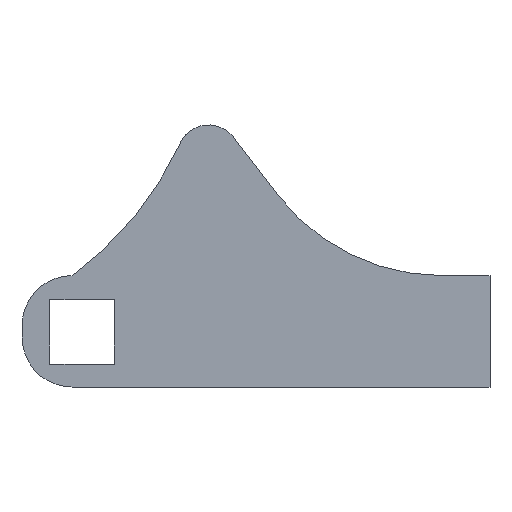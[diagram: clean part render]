
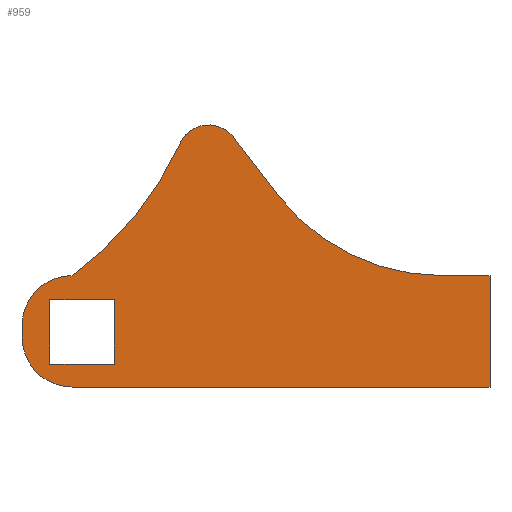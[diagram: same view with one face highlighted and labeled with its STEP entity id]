
A CAD part, left-side view. The second image highlights one B-rep face of the part: STEP entity #959.
In plain terms, the highlighted planar face has unit normal (-1, 0, 0).
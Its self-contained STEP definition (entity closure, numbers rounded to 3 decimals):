
#26=FACE_BOUND('',#139,.T.);
#49=PLANE('',#1043);
#84=FACE_OUTER_BOUND('',#138,.T.);
#138=EDGE_LOOP('',(#747,#748,#749,#750,#751,#752,#753,#754,#755,#756));
#139=EDGE_LOOP('',(#757,#758,#759,#760));
#218=LINE('',#1498,#309);
#232=LINE('',#1542,#323);
#233=LINE('',#1544,#324);
#234=LINE('',#1548,#325);
#235=LINE('',#1556,#326);
#236=LINE('',#1560,#327);
#237=LINE('',#1562,#328);
#238=LINE('',#1564,#329);
#239=LINE('',#1565,#330);
#309=VECTOR('',#1181,10.);
#323=VECTOR('',#1225,10.);
#324=VECTOR('',#1226,10.);
#325=VECTOR('',#1229,10.);
#326=VECTOR('',#1236,10.);
#327=VECTOR('',#1239,10.);
#328=VECTOR('',#1240,10.);
#329=VECTOR('',#1241,10.);
#330=VECTOR('',#1242,10.);
#391=CIRCLE('',#1044,82.5);
#392=CIRCLE('',#1045,12.5);
#393=CIRCLE('',#1046,136.717);
#394=CIRCLE('',#1047,20.);
#395=CIRCLE('',#1048,20.);
#452=VERTEX_POINT('',#1495);
#453=VERTEX_POINT('',#1497);
#468=VERTEX_POINT('',#1541);
#469=VERTEX_POINT('',#1543);
#470=VERTEX_POINT('',#1545);
#471=VERTEX_POINT('',#1547);
#472=VERTEX_POINT('',#1549);
#473=VERTEX_POINT('',#1551);
#474=VERTEX_POINT('',#1553);
#475=VERTEX_POINT('',#1555);
#476=VERTEX_POINT('',#1558);
#477=VERTEX_POINT('',#1559);
#478=VERTEX_POINT('',#1561);
#479=VERTEX_POINT('',#1563);
#554=EDGE_CURVE('',#452,#453,#218,.T.);
#576=EDGE_CURVE('',#468,#452,#232,.T.);
#577=EDGE_CURVE('',#469,#468,#233,.T.);
#578=EDGE_CURVE('',#470,#469,#391,.T.);
#579=EDGE_CURVE('',#471,#470,#234,.T.);
#580=EDGE_CURVE('',#472,#471,#392,.T.);
#581=EDGE_CURVE('',#473,#472,#393,.T.);
#582=EDGE_CURVE('',#474,#473,#394,.T.);
#583=EDGE_CURVE('',#474,#475,#235,.T.);
#584=EDGE_CURVE('',#453,#475,#395,.T.);
#585=EDGE_CURVE('',#476,#477,#236,.F.);
#586=EDGE_CURVE('',#477,#478,#237,.F.);
#587=EDGE_CURVE('',#478,#479,#238,.F.);
#588=EDGE_CURVE('',#479,#476,#239,.F.);
#747=ORIENTED_EDGE('',*,*,#576,.F.);
#748=ORIENTED_EDGE('',*,*,#577,.F.);
#749=ORIENTED_EDGE('',*,*,#578,.F.);
#750=ORIENTED_EDGE('',*,*,#579,.F.);
#751=ORIENTED_EDGE('',*,*,#580,.F.);
#752=ORIENTED_EDGE('',*,*,#581,.F.);
#753=ORIENTED_EDGE('',*,*,#582,.F.);
#754=ORIENTED_EDGE('',*,*,#583,.T.);
#755=ORIENTED_EDGE('',*,*,#584,.F.);
#756=ORIENTED_EDGE('',*,*,#554,.F.);
#757=ORIENTED_EDGE('',*,*,#585,.T.);
#758=ORIENTED_EDGE('',*,*,#586,.T.);
#759=ORIENTED_EDGE('',*,*,#587,.T.);
#760=ORIENTED_EDGE('',*,*,#588,.T.);
#959=ADVANCED_FACE('',(#84,#26),#49,.T.);
#1043=AXIS2_PLACEMENT_3D('',#1540,#1223,#1224);
#1044=AXIS2_PLACEMENT_3D('',#1546,#1227,#1228);
#1045=AXIS2_PLACEMENT_3D('',#1550,#1230,#1231);
#1046=AXIS2_PLACEMENT_3D('',#1552,#1232,#1233);
#1047=AXIS2_PLACEMENT_3D('',#1554,#1234,#1235);
#1048=AXIS2_PLACEMENT_3D('',#1557,#1237,#1238);
#1181=DIRECTION('',(0.,1.,0.));
#1223=DIRECTION('center_axis',(-1.,0.,0.));
#1224=DIRECTION('ref_axis',(0.,0.,
1.));
#1225=DIRECTION('',(0.,0.,-1.));
#1226=DIRECTION('',(0.,-1.,0.));
#1227=DIRECTION('center_axis',(-1.,0.,0.));
#1228=DIRECTION('ref_axis',(0.,0.,-1.));
#1229=DIRECTION('',(0.,-0.609,-0.793));
#1230=DIRECTION('center_axis',(1.,0.,0.));
#1231=DIRECTION('ref_axis',(0.,0.793,-0.609));
#1232=DIRECTION('center_axis',(-1.,0.,0.));
#1233=DIRECTION('ref_axis',(0.,-0.935,-0.354));
#1234=DIRECTION('center_axis',(1.,0.,0.));
#1235=DIRECTION('ref_axis',(0.,0.707,0.707));
#1236=DIRECTION('',(0.,0.,-1.));
#1237=DIRECTION('center_axis',(1.,0.,0.));
#1238=DIRECTION('ref_axis',(0.,0.707,-0.707));
#1239=DIRECTION('',(0.,0.,-1.));
#1240=DIRECTION('',(0.,1.,0.));
#1241=DIRECTION('',(0.,0.,1.));
#1242=DIRECTION('',(0.,-1.,0.));
#1495=CARTESIAN_POINT('',(-38.2,-122.4,-61.931));
#1497=CARTESIAN_POINT('',(-38.2,44.5,-61.931));
#1498=CARTESIAN_POINT('',(-38.2,-48.95,-61.931));
#1540=CARTESIAN_POINT('Origin',(-38.2,-55.5,-24.971));
#1541=CARTESIAN_POINT('',(-38.2,-122.4,-17.431));
#1542=CARTESIAN_POINT('',(-38.2,-122.4,-35.372));
#1543=CARTESIAN_POINT('',(-38.2,-103.069,-17.431));
#1544=CARTESIAN_POINT('',(-38.2,-92.4,-17.431));
#1545=CARTESIAN_POINT('',(-38.2,-37.633,14.827));
#1546=CARTESIAN_POINT('Origin',(-38.2,-103.069,65.069));
#1547=CARTESIAN_POINT('',(-38.2,-19.959,37.846));
#1548=CARTESIAN_POINT('',(-38.2,-47.935,1.409));
#1549=CARTESIAN_POINT('',(-38.2,1.306,35.47));
#1550=CARTESIAN_POINT('Origin',(-38.2,-10.044,30.233));
#1551=CARTESIAN_POINT('',(-38.2,44.5,-17.431));
#1552=CARTESIAN_POINT('Origin',(-38.2,125.447,92.747));
#1553=CARTESIAN_POINT('',(-38.2,64.5,-37.431));
#1554=CARTESIAN_POINT('Origin',(-38.2,44.5,-37.431));
#1555=CARTESIAN_POINT('',(-38.2,64.5,-41.931));
#1556=CARTESIAN_POINT('',(-38.2,64.5,-54.931));
#1557=CARTESIAN_POINT('Origin',(-38.2,44.5,-41.931));
#1558=CARTESIAN_POINT('',(-38.2,53.35,-52.781));
#1559=CARTESIAN_POINT('',(-38.2,53.35,-27.081));
#1560=CARTESIAN_POINT('',(-38.2,53.35,-38.701));
#1561=CARTESIAN_POINT('',(-38.2,27.65,-27.081));
#1562=CARTESIAN_POINT('',(-38.2,-1.25,-27.081));
#1563=CARTESIAN_POINT('',(-38.2,27.65,-52.781));
#1564=CARTESIAN_POINT('',(-38.2,27.65,-26.201));
#1565=CARTESIAN_POINT('',(-38.2,-13.75,-52.781));
